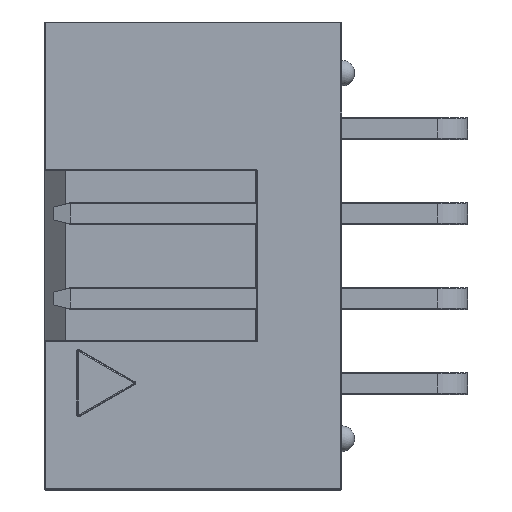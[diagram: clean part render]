
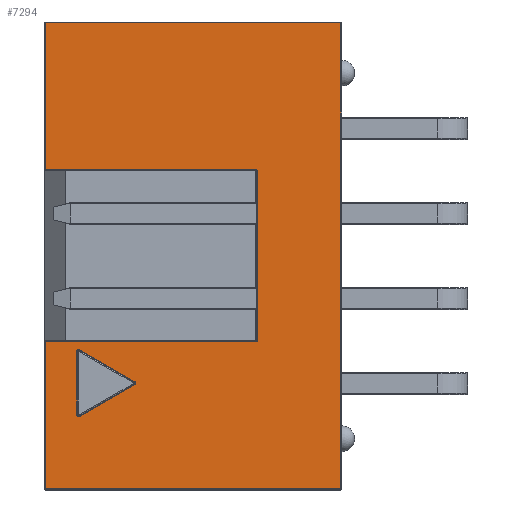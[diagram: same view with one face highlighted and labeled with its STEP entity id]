
A CAD part, top view. The second image highlights one B-rep face of the part: STEP entity #7294.
In plain terms, the highlighted face is planar.
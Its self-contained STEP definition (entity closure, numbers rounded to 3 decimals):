
#59=FACE_BOUND('',#1269,.T.);
#413=PLANE('',#8107);
#815=FACE_OUTER_BOUND('',#1268,.T.);
#1268=EDGE_LOOP('',(#5945,#5946,#5947,#5948,#5949,#5950,#5951,#5952,#5953,
#5954));
#1269=EDGE_LOOP('',(#5955,#5956,#5957,#5958,#5959,#5960));
#1513=CIRCLE('',#7696,0.051);
#1517=CIRCLE('',#7701,0.051);
#1526=CIRCLE('',#7712,0.051);
#1636=CIRCLE('',#7912,0.051);
#1680=CIRCLE('',#7976,0.051);
#1802=LINE('',#10595,#2428);
#1804=LINE('',#10598,#2430);
#1814=LINE('',#10613,#2440);
#1902=LINE('',#11619,#2528);
#1911=LINE('',#11660,#2537);
#1913=LINE('',#11663,#2539);
#1917=LINE('',#11669,#2543);
#1922=LINE('',#11677,#2548);
#1933=LINE('',#11693,#2559);
#1938=LINE('',#11701,#2564);
#1958=LINE('',#11731,#2584);
#2428=VECTOR('',#8654,10.);
#2430=VECTOR('',#8658,10.);
#2440=VECTOR('',#8678,10.);
#2528=VECTOR('',#9340,10.);
#2537=VECTOR('',#9389,10.);
#2539=VECTOR('',#9393,10.);
#2543=VECTOR('',#9401,10.);
#2548=VECTOR('',#9412,10.);
#2559=VECTOR('',#9433,10.);
#2564=VECTOR('',#9444,10.);
#2584=VECTOR('',#9484,10.);
#3134=VERTEX_POINT('',#10561);
#3135=VERTEX_POINT('',#10562);
#3138=VERTEX_POINT('',#10570);
#3139=VERTEX_POINT('',#10571);
#3147=VERTEX_POINT('',#10589);
#3148=VERTEX_POINT('',#10591);
#3289=VERTEX_POINT('',#11368);
#3290=VERTEX_POINT('',#11369);
#3309=VERTEX_POINT('',#11485);
#3335=VERTEX_POINT('',#11558);
#3336=VERTEX_POINT('',#11560);
#3345=VERTEX_POINT('',#11588);
#3354=VERTEX_POINT('',#11612);
#3360=VERTEX_POINT('',#11638);
#3365=VERTEX_POINT('',#11648);
#3368=VERTEX_POINT('',#11655);
#3843=EDGE_CURVE('',#3134,#3135,#1513,.T.);
#3847=EDGE_CURVE('',#3138,#3139,#1517,.T.);
#3856=EDGE_CURVE('',#3147,#3148,#1526,.T.);
#3858=EDGE_CURVE('',#3139,#3147,#1802,.T.);
#3860=EDGE_CURVE('',#3148,#3134,#1804,.T.);
#3870=EDGE_CURVE('',#3135,#3138,#1814,.T.);
#4069=EDGE_CURVE('',#3289,#3290,#1636,.T.);
#4133=EDGE_CURVE('',#3335,#3336,#1680,.T.);
#4161=EDGE_CURVE('',#3354,#3335,#1902,.T.);
#4182=EDGE_CURVE('',#3360,#3368,#1911,.T.);
#4184=EDGE_CURVE('',#3368,#3365,#1913,.T.);
#4188=EDGE_CURVE('',#3365,#3354,#1917,.T.);
#4193=EDGE_CURVE('',#3345,#3360,#1922,.T.);
#4204=EDGE_CURVE('',#3309,#3345,#1933,.T.);
#4209=EDGE_CURVE('',#3336,#3289,#1938,.T.);
#4229=EDGE_CURVE('',#3290,#3309,#1958,.T.);
#5945=ORIENTED_EDGE('',*,*,#4182,.F.);
#5946=ORIENTED_EDGE('',*,*,#4193,.F.);
#5947=ORIENTED_EDGE('',*,*,#4204,.F.);
#5948=ORIENTED_EDGE('',*,*,#4229,.F.);
#5949=ORIENTED_EDGE('',*,*,#4069,.F.);
#5950=ORIENTED_EDGE('',*,*,#4209,.F.);
#5951=ORIENTED_EDGE('',*,*,#4133,.F.);
#5952=ORIENTED_EDGE('',*,*,#4161,.F.);
#5953=ORIENTED_EDGE('',*,*,#4188,.F.);
#5954=ORIENTED_EDGE('',*,*,#4184,.F.);
#5955=ORIENTED_EDGE('',*,*,#3856,.F.);
#5956=ORIENTED_EDGE('',*,*,#3858,.F.);
#5957=ORIENTED_EDGE('',*,*,#3847,.F.);
#5958=ORIENTED_EDGE('',*,*,#3870,.F.);
#5959=ORIENTED_EDGE('',*,*,#3843,.F.);
#5960=ORIENTED_EDGE('',*,*,#3860,.F.);
#7294=ADVANCED_FACE('',(#815,#59),#413,.T.);
#7696=AXIS2_PLACEMENT_3D('',#10563,#8616,#8617);
#7701=AXIS2_PLACEMENT_3D('',#10572,#8626,#8627);
#7712=AXIS2_PLACEMENT_3D('',#10592,#8648,#8649);
#7912=AXIS2_PLACEMENT_3D('',#11370,#9124,#9125);
#7976=AXIS2_PLACEMENT_3D('',#11561,#9270,#9271);
#8107=AXIS2_PLACEMENT_3D('',#11917,#9691,#9692);
#8616=DIRECTION('center_axis',(0.,1.,0.));
#8617=DIRECTION('ref_axis',(-0.866,0.,0.5));
#8626=DIRECTION('center_axis',(0.,1.,0.));
#8627=DIRECTION('ref_axis',(0.866,0.,0.5));
#8648=DIRECTION('center_axis',(0.,1.,0.));
#8649=DIRECTION('ref_axis',(0.,0.,-1.));
#8654=DIRECTION('',(-0.5,0.,-0.866));
#8658=DIRECTION('',(-0.5,0.,0.866));
#8678=DIRECTION('',(1.,0.,0.));
#9124=DIRECTION('center_axis',(0.,1.,0.));
#9125=DIRECTION('ref_axis',(-0.707,0.,-0.707));
#9270=DIRECTION('center_axis',(0.,1.,0.));
#9271=DIRECTION('ref_axis',(0.707,0.,-0.707));
#9340=DIRECTION('',(0.,0.,-1.));
#9389=DIRECTION('',(1.,0.,0.));
#9393=DIRECTION('',(0.,0.,1.));
#9401=DIRECTION('',(-1.,0.,0.));
#9412=DIRECTION('',(0.,0.,-1.));
#9433=DIRECTION('',(-1.,0.,0.));
#9444=DIRECTION('',(-1.,0.,0.));
#9484=DIRECTION('',(0.,0.,1.));
#9691=DIRECTION('center_axis',(0.,1.,0.));
#9692=DIRECTION('ref_axis',(-1.,0.,0.));
#10561=CARTESIAN_POINT('',(2.81,4.445,7.839));
#10562=CARTESIAN_POINT('',(2.854,4.445,7.915));
#10563=CARTESIAN_POINT('Origin',(2.854,4.445,7.865));
#10570=CARTESIAN_POINT('',(4.766,4.445,7.915));
#10571=CARTESIAN_POINT('',(4.81,4.445,7.839));
#10572=CARTESIAN_POINT('Origin',(4.766,4.445,7.865));
#10589=CARTESIAN_POINT('',(3.854,4.445,6.183));
#10591=CARTESIAN_POINT('',(3.766,4.445,6.183));
#10592=CARTESIAN_POINT('Origin',(3.81,4.445,6.209));
#10595=CARTESIAN_POINT('',(3.396,4.445,5.389));
#10598=CARTESIAN_POINT('',(5.518,4.445,3.149));
#10613=CARTESIAN_POINT('',(4.898,4.445,7.915));
#11368=CARTESIAN_POINT('',(-2.515,4.445,2.515));
#11369=CARTESIAN_POINT('',(-2.565,4.445,2.565));
#11370=CARTESIAN_POINT('Origin',(-2.515,4.445,2.565));
#11485=CARTESIAN_POINT('',(-2.565,4.445,8.865));
#11558=CARTESIAN_POINT('',(2.565,4.445,2.565));
#11560=CARTESIAN_POINT('',(2.515,4.445,2.515));
#11561=CARTESIAN_POINT('Origin',(2.515,4.445,2.565));
#11588=CARTESIAN_POINT('',(-6.96,4.445,8.865));
#11612=CARTESIAN_POINT('',(2.565,4.445,8.865));
#11619=CARTESIAN_POINT('',(2.565,4.445,1.27));
#11638=CARTESIAN_POINT('',(-6.96,4.445,0.025));
#11648=CARTESIAN_POINT('',(6.96,4.445,8.865));
#11655=CARTESIAN_POINT('',(6.96,4.445,0.025));
#11660=CARTESIAN_POINT('',(3.493,4.445,0.025));
#11663=CARTESIAN_POINT('',(6.96,4.445,0.));
#11669=CARTESIAN_POINT('',(3.493,4.445,8.865));
#11677=CARTESIAN_POINT('',(-6.96,4.445,0.));
#11693=CARTESIAN_POINT('',(3.493,4.445,8.865));
#11701=CARTESIAN_POINT('',(3.493,4.445,2.515));
#11731=CARTESIAN_POINT('',(-2.565,4.445,4.445));
#11917=CARTESIAN_POINT('Origin',(6.985,4.445,0.));
